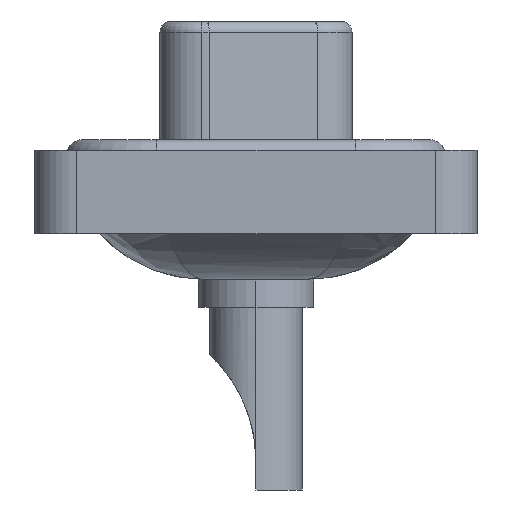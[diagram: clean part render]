
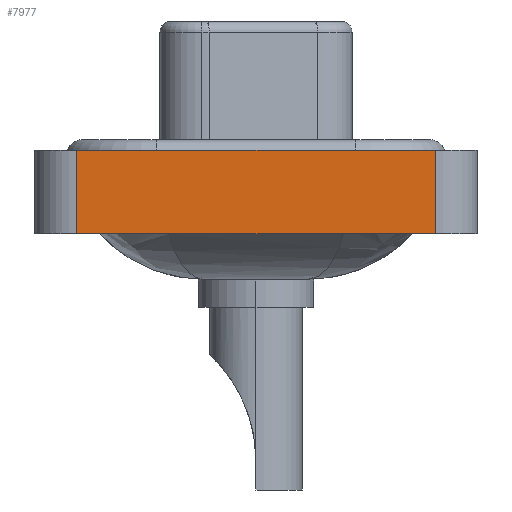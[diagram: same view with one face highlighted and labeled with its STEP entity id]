
A CAD part, left-side view. The second image highlights one B-rep face of the part: STEP entity #7977.
In plain terms, the highlighted planar face has unit normal (-1, 0, 0).
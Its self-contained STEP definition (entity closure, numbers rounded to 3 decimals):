
#494 = DIRECTION ( 'NONE',  ( 0., -1., 0. ) ) ;
#978 = CARTESIAN_POINT ( 'NONE',  ( -7.35, 8.55, -3.6 ) ) ;
#1415 = AXIS2_PLACEMENT_3D ( 'NONE', #15738, #3197, #14373 ) ;
#1796 = EDGE_CURVE ( 'NONE', #6774, #5719, #8490, .T. ) ;
#3197 = DIRECTION ( 'NONE',  ( -1., 0., 0. ) ) ;
#3596 = VECTOR ( 'NONE', #494, 1000. ) ;
#4568 = PLANE ( 'NONE',  #1415 ) ;
#5170 = LINE ( 'NONE', #12302, #9497 ) ;
#5719 = VERTEX_POINT ( 'NONE', #10112 ) ;
#6774 = VERTEX_POINT ( 'NONE', #7919 ) ;
#6822 = VECTOR ( 'NONE', #16548, 1000. ) ;
#7133 = ORIENTED_EDGE ( 'NONE', *, *, #16557, .T. ) ;
#7256 = CARTESIAN_POINT ( 'NONE',  ( -7.35, -8.55, -3.6 ) ) ;
#7919 = CARTESIAN_POINT ( 'NONE',  ( -7.35, 8.55, 0.4 ) ) ;
#7977 = ADVANCED_FACE ( 'NONE', ( #17130 ), #4568, .T. ) ;
#8027 = VERTEX_POINT ( 'NONE', #978 ) ;
#8130 = ORIENTED_EDGE ( 'NONE', *, *, #12608, .T. ) ;
#8490 = LINE ( 'NONE', #8757, #10018 ) ;
#8612 = ORIENTED_EDGE ( 'NONE', *, *, #11518, .F. ) ;
#8757 = CARTESIAN_POINT ( 'NONE',  ( -7.35, -8.55, 0.4 ) ) ;
#9497 = VECTOR ( 'NONE', #10565, 1000. ) ;
#10018 = VECTOR ( 'NONE', #11784, 1000. ) ;
#10112 = CARTESIAN_POINT ( 'NONE',  ( -7.35, -8.55, 0.4 ) ) ;
#10405 = LINE ( 'NONE', #11589, #3596 ) ;
#10565 = DIRECTION ( 'NONE',  ( 0., 0., 1. ) ) ;
#11518 = EDGE_CURVE ( 'NONE', #8027, #6774, #5170, .T. ) ;
#11589 = CARTESIAN_POINT ( 'NONE',  ( -7.35, -8.55, -3.6 ) ) ;
#11698 = VERTEX_POINT ( 'NONE', #7256 ) ;
#11784 = DIRECTION ( 'NONE',  ( 0., -1., 0. ) ) ;
#12302 = CARTESIAN_POINT ( 'NONE',  ( -7.35, 8.55, -3.6 ) ) ;
#12608 = EDGE_CURVE ( 'NONE', #8027, #11698, #10405, .T. ) ;
#13412 = ORIENTED_EDGE ( 'NONE', *, *, #1796, .F. ) ;
#14373 = DIRECTION ( 'NONE',  ( 0., 0., 1. ) ) ;
#15167 = CARTESIAN_POINT ( 'NONE',  ( -7.35, -8.55, -3.6 ) ) ;
#15357 = LINE ( 'NONE', #15167, #6822 ) ;
#15738 = CARTESIAN_POINT ( 'NONE',  ( -7.35, -8.55, -3.6 ) ) ;
#16277 = EDGE_LOOP ( 'NONE', ( #7133, #13412, #8612, #8130 ) ) ;
#16548 = DIRECTION ( 'NONE',  ( 0., 0., 1. ) ) ;
#16557 = EDGE_CURVE ( 'NONE', #11698, #5719, #15357, .T. ) ;
#17130 = FACE_OUTER_BOUND ( 'NONE', #16277, .T. ) ;
